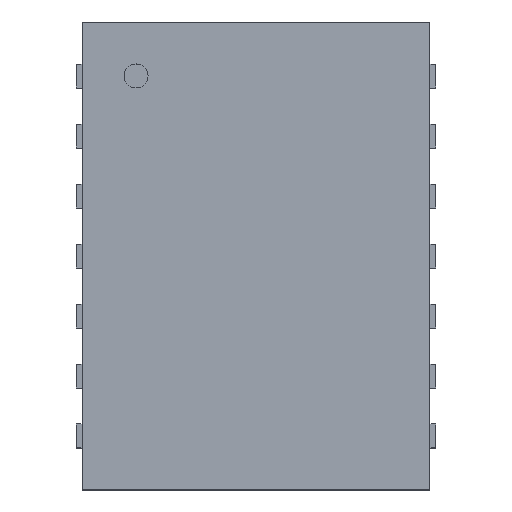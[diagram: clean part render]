
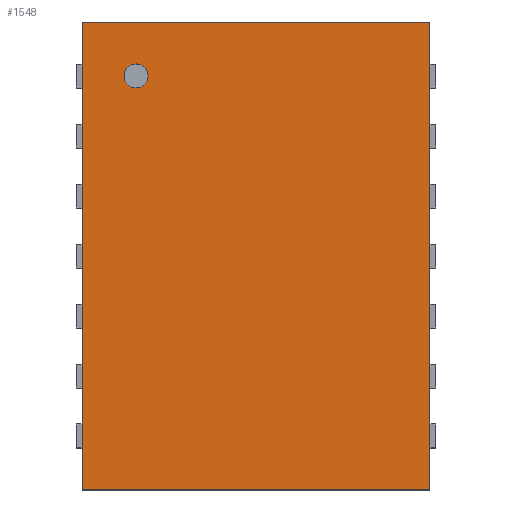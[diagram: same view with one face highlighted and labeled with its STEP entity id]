
A CAD part, top view. The second image highlights one B-rep face of the part: STEP entity #1548.
In plain terms, the highlighted planar face has unit normal (0, 0, 1).
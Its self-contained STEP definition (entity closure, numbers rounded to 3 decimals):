
#13=DIRECTION('',(0.,0.,1.));
#149=VECTOR('',#150,1.);
#150=DIRECTION('',(0.,-1.,0.));
#157=VECTOR('',#158,1.);
#158=DIRECTION('',(1.,0.,0.));
#474=VERTEX_POINT('',#475);
#475=CARTESIAN_POINT('',(1.45,1.95,0.6));
#478=EDGE_CURVE('',#474,#479,#481,.T.);
#479=VERTEX_POINT('',#480);
#480=CARTESIAN_POINT('',(1.45,-1.95,0.6));
#481=LINE('',#475,#149);
#600=VERTEX_POINT('',#601);
#601=CARTESIAN_POINT('',(-1.45,1.95,0.6));
#604=ORIENTED_EDGE('',*,*,#605,.F.);
#605=EDGE_CURVE('',#600,#474,#606,.T.);
#606=LINE('',#601,#157);
#614=ORIENTED_EDGE('',*,*,#615,.T.);
#615=EDGE_CURVE('',#600,#616,#618,.T.);
#616=VERTEX_POINT('',#617);
#617=CARTESIAN_POINT('',(-1.45,-1.95,0.6));
#618=LINE('',#601,#149);
#1544=EDGE_CURVE('',#616,#479,#1545,.T.);
#1545=LINE('',#617,#157);
#1548=ADVANCED_FACE('',(#1549,#1553),#1563,.T.);
#1549=FACE_BOUND('',#1550,.T.);
#1550=EDGE_LOOP('',(#604,#614,#1551,#1552));
#1551=ORIENTED_EDGE('',*,*,#1544,.T.);
#1552=ORIENTED_EDGE('',*,*,#478,.F.);
#1553=FACE_BOUND('',#1554,.T.);
#1554=EDGE_LOOP('',(#1555));
#1555=ORIENTED_EDGE('',*,*,#1556,.T.);
#1556=EDGE_CURVE('',#1557,#1557,#1559,.T.);
#1557=VERTEX_POINT('',#1558);
#1558=CARTESIAN_POINT('',(-1.,1.4,0.6));
#1559=CIRCLE('',#1560,0.1);
#1560=AXIS2_PLACEMENT_3D('',#1561,#1562,#150);
#1561=CARTESIAN_POINT('',(-1.,1.5,0.6));
#1562=DIRECTION('',(0.,0.,-1.));
#1563=PLANE('',#1564);
#1564=AXIS2_PLACEMENT_3D('',#601,#13,#150);
